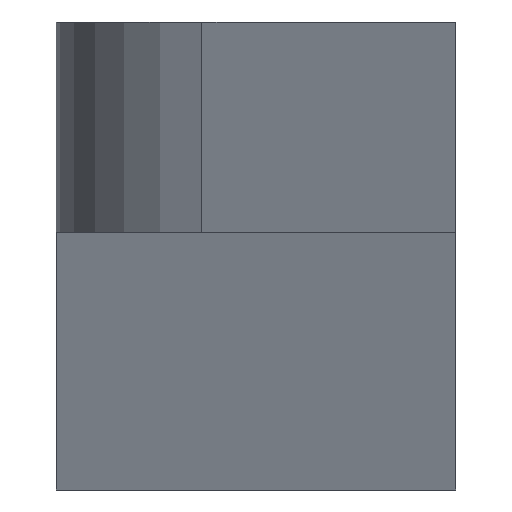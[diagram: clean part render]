
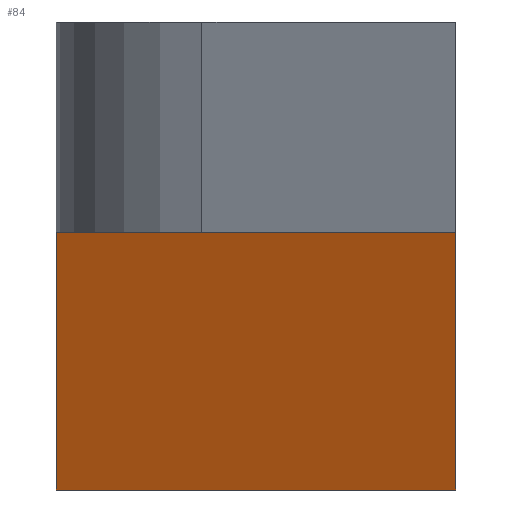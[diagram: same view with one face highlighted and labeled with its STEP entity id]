
A CAD part, left-side view. The second image highlights one B-rep face of the part: STEP entity #84.
In plain terms, the highlighted planar face has unit normal (-0.866, 0.5, 0).
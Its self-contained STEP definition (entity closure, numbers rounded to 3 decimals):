
#84 = ADVANCED_FACE( '', ( #114 ), #115, .F. );
#114 = FACE_OUTER_BOUND( '', #149, .T. );
#115 = PLANE( '', #150 );
#149 = EDGE_LOOP( '', ( #227, #228, #229, #230 ) );
#150 = AXIS2_PLACEMENT_3D( '', #231, #232, #233 );
#227 = ORIENTED_EDGE( '', *, *, #292, .T. );
#228 = ORIENTED_EDGE( '', *, *, #300, .F. );
#229 = ORIENTED_EDGE( '', *, *, #277, .F. );
#230 = ORIENTED_EDGE( '', *, *, #296, .T. );
#231 = CARTESIAN_POINT( '', ( -8.92, 6.75, 8.7 ) );
#232 = DIRECTION( '', ( 0.866, -0.5, 0. ) );
#233 = DIRECTION( '', ( 0.5, 0.866, 0. ) );
#277 = EDGE_CURVE( '', #313, #315, #316, .T. );
#292 = EDGE_CURVE( '', #341, #342, #343, .T. );
#296 = EDGE_CURVE( '', #313, #341, #349, .T. );
#300 = EDGE_CURVE( '', #315, #342, #355, .T. );
#313 = VERTEX_POINT( '', #372 );
#315 = VERTEX_POINT( '', #375 );
#316 = LINE( '', #376, #377 );
#341 = VERTEX_POINT( '', #410 );
#342 = VERTEX_POINT( '', #411 );
#343 = LINE( '', #412, #413 );
#349 = LINE( '', #422, #423 );
#355 = LINE( '', #432, #433 );
#372 = CARTESIAN_POINT( '', ( -8.92, 6.75, 8.7 ) );
#375 = CARTESIAN_POINT( '', ( -16.714, -6.75, 8.7 ) );
#376 = CARTESIAN_POINT( '', ( -8.92, 6.75, 8.7 ) );
#377 = VECTOR( '', #455, 1000. );
#410 = CARTESIAN_POINT( '', ( -8.92, 6.75, 0. ) );
#411 = CARTESIAN_POINT( '', ( -16.714, -6.75, 0. ) );
#412 = CARTESIAN_POINT( '', ( -8.92, 6.75, 0. ) );
#413 = VECTOR( '', #482, 1000. );
#422 = CARTESIAN_POINT( '', ( -8.92, 6.75, 8.7 ) );
#423 = VECTOR( '', #486, 1000. );
#432 = CARTESIAN_POINT( '', ( -16.714, -6.75, 8.7 ) );
#433 = VECTOR( '', #490, 1000. );
#455 = DIRECTION( '', ( -0.5, -0.866, 0. ) );
#482 = DIRECTION( '', ( -0.5, -0.866, 0. ) );
#486 = DIRECTION( '', ( 0., 0., -1. ) );
#490 = DIRECTION( '', ( 0., 0., -1. ) );
